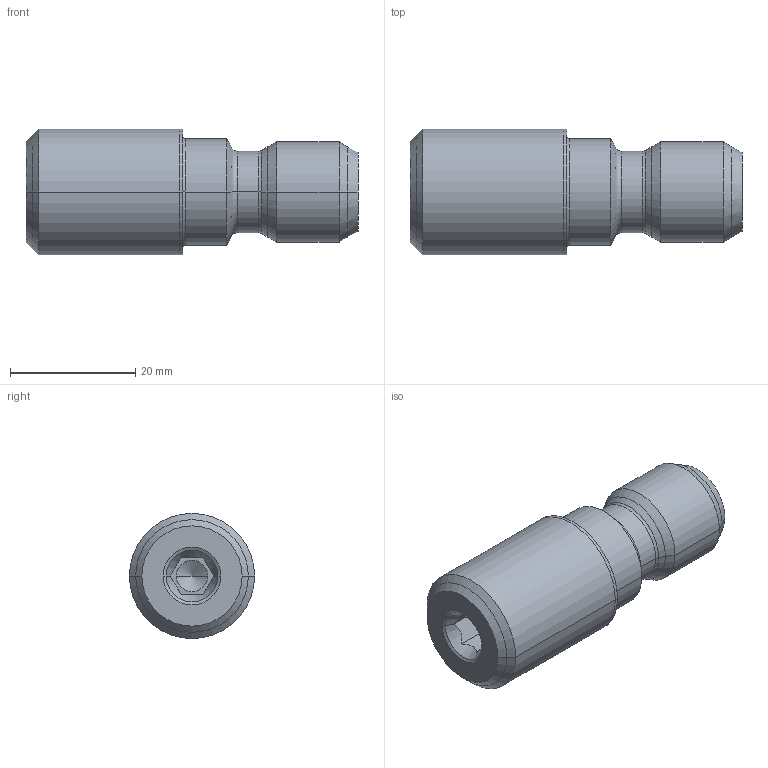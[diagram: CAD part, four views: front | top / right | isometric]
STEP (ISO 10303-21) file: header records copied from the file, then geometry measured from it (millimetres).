
FILE_DESCRIPTION((''),'2;1');
FILE_NAME('88-600-40','2012-04-13T',('mei'),(''),'PRO/ENGINEER BY PARAMETRIC TECHNOLOGY CORPORATION, 2010430','PRO/ENGINEER BY PARAMETRIC TECHNOLOGY CORPORATION, 2010430','');
FILE_SCHEMA(('CONFIG_CONTROL_DESIGN'));
Length unit declared in the file: millimetre
Products named in the file (1): 88-600-40
Bounding box: 53 x 20 x 20 mm (x, y, z)
Volume: 12622.3 mm3; surface area: 5662.3 mm2
Topology: 1 solids, 3 shells, 45 faces, 98 edges, 57 vertices
Faces by surface type: cylinder 14, cone 14, plane 11, torus 6
Entity records: 1289 total; most frequent: CARTESIAN_POINT 247, DIRECTION 232, ORIENTED_EDGE 184, AXIS2_PLACEMENT_3D 96, EDGE_CURVE 96, VERTEX_POINT 57, CIRCLE 50, EDGE_LOOP 49
